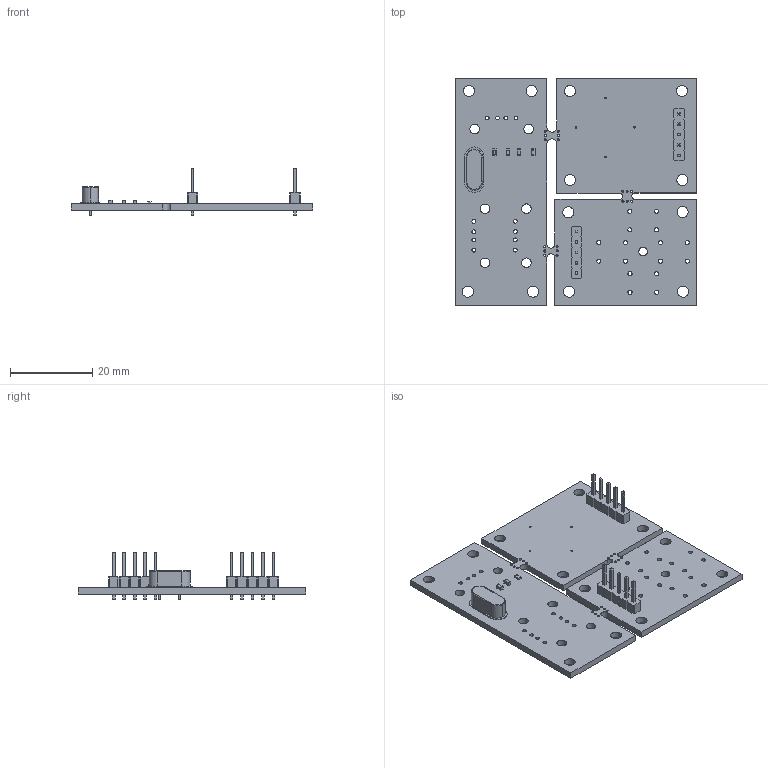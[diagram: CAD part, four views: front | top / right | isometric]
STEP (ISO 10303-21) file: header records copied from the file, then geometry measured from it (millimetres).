
FILE_DESCRIPTION(('KiCad electronic assembly'),'2;1');
FILE_NAME('retrocution-usb-hub.step','2022-07-20T21:54:07',('An Author') ,('A Company'),'Open CASCADE STEP processor 6.9', 'KiCad to STEP converter','Unknown');
FILE_SCHEMA(('AUTOMOTIVE_DESIGN { 1 0 10303 214 1 1 1 1 }'));
Length unit declared in the file: millimetre
Products named in the file (10): Open CASCADE STEP translator 6.9 1; PinHeader_1x05_P2.54mm_Vertical; SOLID; Crystal_HC49-4H_Vertical; R_0603_1608Metric; C_0603_1608Metric; COMPOUND
Assembly tree (12 placements, depth 3):
  Open CASCADE STEP translator 6.9 1
    PinHeader_1x05_P2.54mm_Vertical  x2
      SOLID
    Crystal_HC49-4H_Vertical
      SOLID
    R_0603_1608Metric
      SOLID
    C_0603_1608Metric  x3
      SOLID
    COMPOUND
Bounding box: 58.84 x 55.37 x 11.54 mm (x, y, z)
Volume: 5091.5 mm3; surface area: 7787.9 mm2
Topology: 8 solids, 8 shells, 493 faces, 1257 edges, 810 vertices
Faces by surface type: plane 346, cylinder 143, torus 4
Full cylindrical faces by diameter (mm): 0.41 x4, 0.5 x20, 0.8 x2, 0.92 x12, 1 x26, 2.1 x1, 2.33 x6, 2.7 x12
Entity records: 22273 total; most frequent: CARTESIAN_POINT 3487, DIRECTION 3321, LINE 1961, VECTOR 1961, ORIENTED_EDGE 1634, PCURVE 1634, DEFINITIONAL_REPRESENTATION 1634, EDGE_CURVE 817
